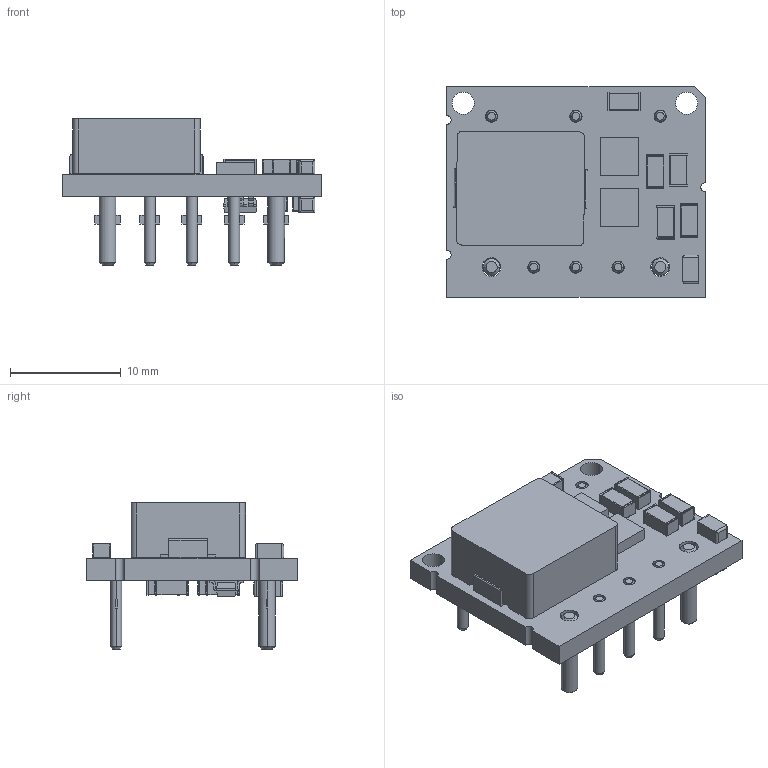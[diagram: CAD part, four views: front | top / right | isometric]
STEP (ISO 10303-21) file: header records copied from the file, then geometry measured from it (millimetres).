
FILE_DESCRIPTION (( 'STEP AP214' ), '1' );
FILE_NAME ('RPMA5.0-8.0_OF_3D_20210407.STEP', '2021-04-07T07:00:12', ( '' ), ( '' ), 'SwSTEP 2.0', 'SolidWorks 2020', '' );
FILE_SCHEMA (( 'AUTOMOTIVE_DESIGN' ));
Length unit declared in the file: millimetre
Products named in the file (2): RPMA5.0-8.0_OF_3D_20210407
Assembly tree (1 placements, depth 2):
  RPMA5.0-8.0_OF_3D_20210407
    RPMA5.0-8.0_OF_3D_20210407
Bounding box: 23.38 x 19.05 x 13.2 mm (x, y, z)
Volume: 1603.3 mm3; surface area: 2200.2 mm2
Topology: 24 solids, 24 shells, 795 faces, 1907 edges, 1184 vertices
Faces by surface type: plane 443, cylinder 304, cone 48
Entity records: 32791 total; most frequent: CARTESIAN_POINT 5258, ORIENTED_EDGE 3814, DIRECTION 3805, EDGE_CURVE 1907, VECTOR 1287, LINE 1287, AXIS2_PLACEMENT_3D 1259, VERTEX_POINT 1184
